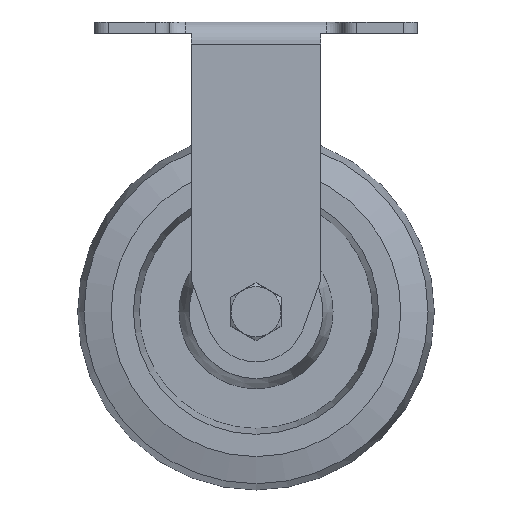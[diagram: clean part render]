
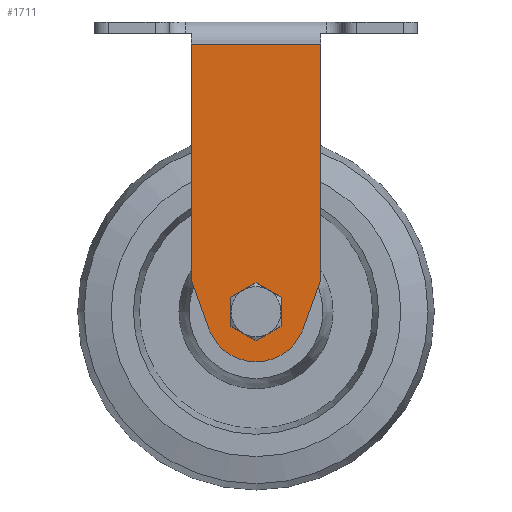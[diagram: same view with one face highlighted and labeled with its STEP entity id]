
A CAD part, left-side view. The second image highlights one B-rep face of the part: STEP entity #1711.
In plain terms, the highlighted face is planar.
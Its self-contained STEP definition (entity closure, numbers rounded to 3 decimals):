
#61=FACE_BOUND('',#285,.T.);
#83=PLANE('',#1855);
#178=FACE_OUTER_BOUND('',#284,.T.);
#284=EDGE_LOOP('',(#1251,#1252,#1253,#1254,#1255,#1256));
#285=EDGE_LOOP('',(#1257,#1258,#1259,#1260,#1261,#1262));
#382=LINE('',#2596,#523);
#385=LINE('',#2605,#526);
#403=LINE('',#2656,#544);
#404=LINE('',#2658,#545);
#405=LINE('',#2661,#546);
#406=LINE('',#2664,#547);
#407=LINE('',#2666,#548);
#408=LINE('',#2668,#549);
#409=LINE('',#2670,#550);
#410=LINE('',#2672,#551);
#411=LINE('',#2673,#552);
#523=VECTOR('',#2074,1000.);
#526=VECTOR('',#2081,1000.);
#544=VECTOR('',#2125,1000.);
#545=VECTOR('',#2126,1000.);
#546=VECTOR('',#2129,1000.);
#547=VECTOR('',#2130,1000.);
#548=VECTOR('',#2131,1000.);
#549=VECTOR('',#2132,1000.);
#550=VECTOR('',#2133,1000.);
#551=VECTOR('',#2134,1000.);
#552=VECTOR('',#2135,1000.);
#683=CIRCLE('',#1856,14.288);
#757=VERTEX_POINT('',#2593);
#758=VERTEX_POINT('',#2595);
#761=VERTEX_POINT('',#2603);
#762=VERTEX_POINT('',#2604);
#783=VERTEX_POINT('',#2657);
#784=VERTEX_POINT('',#2659);
#785=VERTEX_POINT('',#2662);
#786=VERTEX_POINT('',#2663);
#787=VERTEX_POINT('',#2665);
#788=VERTEX_POINT('',#2667);
#789=VERTEX_POINT('',#2669);
#790=VERTEX_POINT('',#2671);
#933=EDGE_CURVE('',#757,#758,#382,.T.);
#937=EDGE_CURVE('',#761,#762,#385,.T.);
#963=EDGE_CURVE('',#757,#762,#403,.T.);
#964=EDGE_CURVE('',#783,#761,#404,.T.);
#965=EDGE_CURVE('',#784,#783,#683,.T.);
#966=EDGE_CURVE('',#758,#784,#405,.T.);
#967=EDGE_CURVE('',#785,#786,#406,.T.);
#968=EDGE_CURVE('',#786,#787,#407,.T.);
#969=EDGE_CURVE('',#787,#788,#408,.T.);
#970=EDGE_CURVE('',#788,#789,#409,.T.);
#971=EDGE_CURVE('',#789,#790,#410,.T.);
#972=EDGE_CURVE('',#790,#785,#411,.T.);
#1251=ORIENTED_EDGE('',*,*,#933,.F.);
#1252=ORIENTED_EDGE('',*,*,#963,.T.);
#1253=ORIENTED_EDGE('',*,*,#937,.F.);
#1254=ORIENTED_EDGE('',*,*,#964,.F.);
#1255=ORIENTED_EDGE('',*,*,#965,.F.);
#1256=ORIENTED_EDGE('',*,*,#966,.F.);
#1257=ORIENTED_EDGE('',*,*,#967,.T.);
#1258=ORIENTED_EDGE('',*,*,#968,.T.);
#1259=ORIENTED_EDGE('',*,*,#969,.T.);
#1260=ORIENTED_EDGE('',*,*,#970,.T.);
#1261=ORIENTED_EDGE('',*,*,#971,.T.);
#1262=ORIENTED_EDGE('',*,*,#972,.T.);
#1711=ADVANCED_FACE('',(#178,#61),#83,.F.);
#1855=AXIS2_PLACEMENT_3D('',#2655,#2123,#2124);
#1856=AXIS2_PLACEMENT_3D('',#2660,#2127,#2128);
#2074=DIRECTION('',(0.,-1.,0.));
#2081=DIRECTION('',(0.,1.,0.));
#2123=DIRECTION('center_axis',(0.,0.,1.));
#2124=DIRECTION('ref_axis',(1.,0.,0.));
#2125=DIRECTION('',(1.,0.,0.));
#2126=DIRECTION('',(0.342,0.94,0.));
#2127=DIRECTION('center_axis',(0.,0.,1.));
#2128=DIRECTION('ref_axis',(1.,0.,0.));
#2129=DIRECTION('',(0.342,-0.94,0.));
#2130=DIRECTION('',(0.866,-0.5,0.));
#2131=DIRECTION('',(0.866,0.5,0.));
#2132=DIRECTION('',(0.,1.,0.));
#2133=DIRECTION('',(-0.866,0.5,0.));
#2134=DIRECTION('',(-0.866,-0.5,0.));
#2135=DIRECTION('',(0.,-1.,0.));
#2593=CARTESIAN_POINT('',(-18.415,-6.35,-20.79));
#2595=CARTESIAN_POINT('',(-18.415,-73.729,-20.79));
#2596=CARTESIAN_POINT('',(-18.415,-133.35,-20.79));
#2603=CARTESIAN_POINT('',(18.415,-73.729,-20.79));
#2604=CARTESIAN_POINT('',(18.415,-6.35,-20.79));
#2605=CARTESIAN_POINT('',(18.415,-133.35,-20.79));
#2655=CARTESIAN_POINT('Origin',(0.,-82.55,-20.79));
#2656=CARTESIAN_POINT('',(0.,-6.35,-20.79));
#2657=CARTESIAN_POINT('',(13.426,-87.437,-20.79));
#2658=CARTESIAN_POINT('',(-8.286,-147.09,-20.79));
#2659=CARTESIAN_POINT('',(-13.426,-87.437,-20.79));
#2660=CARTESIAN_POINT('Origin',(0.,-82.55,-20.79));
#2661=CARTESIAN_POINT('',(-2.484,-117.498,-20.79));
#2662=CARTESIAN_POINT('',(-7.144,-86.674,-20.79));
#2663=CARTESIAN_POINT('',(0.,-90.799,-20.79));
#2664=CARTESIAN_POINT('',(-7.144,-86.674,-20.79));
#2665=CARTESIAN_POINT('',(7.144,-86.674,-20.79));
#2666=CARTESIAN_POINT('',(0.,-90.799,-20.79));
#2667=CARTESIAN_POINT('',(7.144,-78.426,-20.79));
#2668=CARTESIAN_POINT('',(7.144,-86.674,-20.79));
#2669=CARTESIAN_POINT('',(0.,-74.301,-20.79));
#2670=CARTESIAN_POINT('',(7.144,-78.426,-20.79));
#2671=CARTESIAN_POINT('',(-7.144,-78.426,-20.79));
#2672=CARTESIAN_POINT('',(0.,-74.301,-20.79));
#2673=CARTESIAN_POINT('',(-7.144,-78.426,-20.79));
